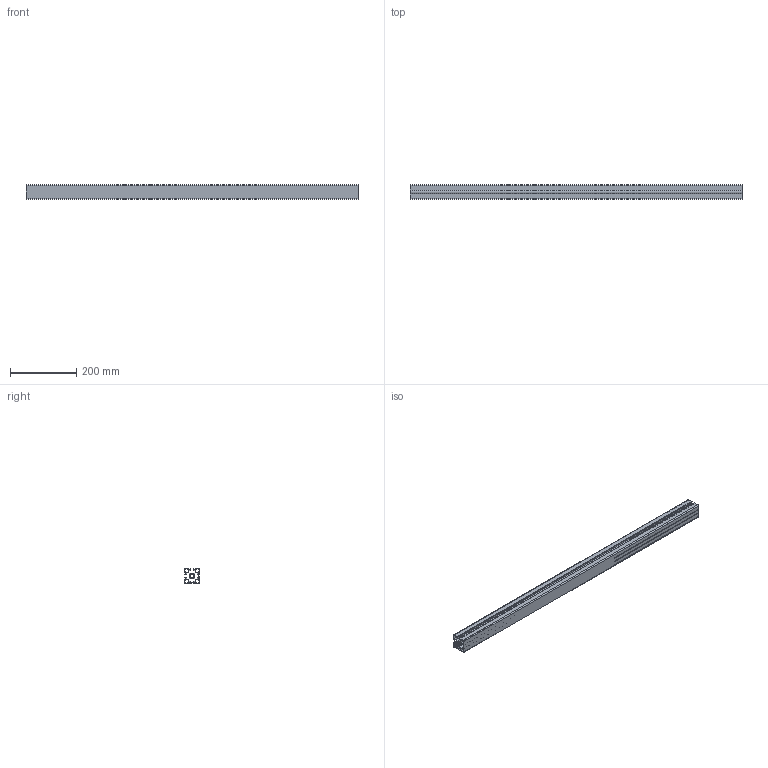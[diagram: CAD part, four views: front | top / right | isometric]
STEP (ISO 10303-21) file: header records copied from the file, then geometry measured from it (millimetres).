
FILE_DESCRIPTION(('STEP AP214'),'1');
FILE_NAME('cctmp_B1571DD7-FA86-4BD1-8B74-327B56B33D43_2020_1_20_8_35_58_988..stp','2020-01-20T07:35:59',('Bosch Rexroth AG'),('CADClick - www.CADClick.com'),'Spatial InterOp 3D',' ','unknown authorization - (Healing Option Enabled)');
FILE_SCHEMA(('AUTOMOTIVE_DESIGN'));
Length unit declared in the file: millimetre
Products named in the file (1): 2020_01_20__08-35-58-988
Bounding box: 1000 x 45 x 45 mm (x, y, z)
Volume: 628800.2 mm3; surface area: 658878.4 mm2
Topology: 1 solids, 1 shells, 126 faces, 372 edges, 248 vertices
Faces by surface type: plane 98, cylinder 28
Entity records: 5232 total; most frequent: CARTESIAN_POINT 747, ORIENTED_EDGE 744, DIRECTION 682, EDGE_CURVE 372, LINE 316, VECTOR 316, VERTEX_POINT 248, AXIS2_PLACEMENT_3D 183
